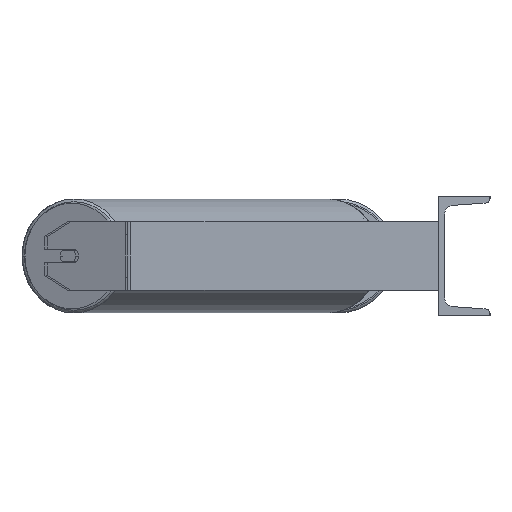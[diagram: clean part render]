
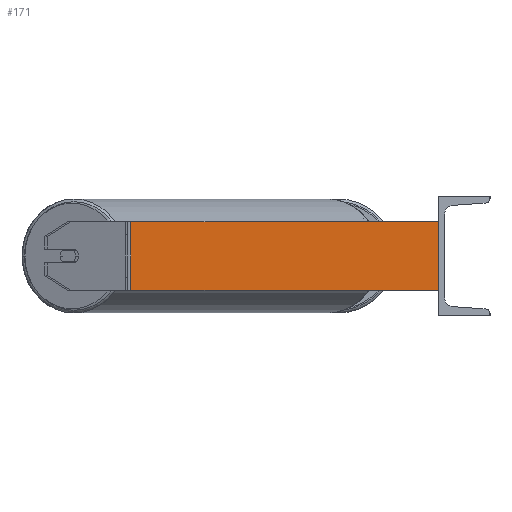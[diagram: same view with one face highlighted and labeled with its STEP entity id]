
A CAD part, left-side view. The second image highlights one B-rep face of the part: STEP entity #171.
In plain terms, the highlighted planar face has unit normal (-1, 0, 0).
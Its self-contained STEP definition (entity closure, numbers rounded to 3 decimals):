
#171 = ADVANCED_FACE ( 'NONE', ( #8359 ), #4873, .F. ) ;
#545 = CARTESIAN_POINT ( 'NONE',  ( -1085., 0., 40. ) ) ;
#738 = VERTEX_POINT ( 'NONE', #2086 ) ;
#802 = CARTESIAN_POINT ( 'NONE',  ( -1085., 362.611, 40. ) ) ;
#1028 = VECTOR ( 'NONE', #2381, 1000. ) ;
#1102 = CARTESIAN_POINT ( 'NONE',  ( -1085., 359.064, -40. ) ) ;
#1164 = EDGE_CURVE ( 'NONE', #2399, #1181, #5156, .T. ) ;
#1181 = VERTEX_POINT ( 'NONE', #8505 ) ;
#1556 = EDGE_CURVE ( 'NONE', #3849, #738, #3059, .T. ) ;
#2086 = CARTESIAN_POINT ( 'NONE',  ( -1085., 0., -40. ) ) ;
#2113 = EDGE_CURVE ( 'NONE', #2399, #3849, #5142, .T. ) ;
#2381 = DIRECTION ( 'NONE',  ( 0., -1., 0. ) ) ;
#2399 = VERTEX_POINT ( 'NONE', #4402 ) ;
#3009 = VECTOR ( 'NONE', #7895, 1000. ) ;
#3059 = LINE ( 'NONE', #8635, #1028 ) ;
#3060 = ORIENTED_EDGE ( 'NONE', *, *, #1556, .T. ) ;
#3179 = CARTESIAN_POINT ( 'NONE',  ( -1085., 359.064, 40. ) ) ;
#3500 = DIRECTION ( 'NONE',  ( 0., 1., 0. ) ) ;
#3508 = VECTOR ( 'NONE', #7547, 1000. ) ;
#3849 = VERTEX_POINT ( 'NONE', #1102 ) ;
#4043 = ORIENTED_EDGE ( 'NONE', *, *, #1164, .F. ) ;
#4172 = DIRECTION ( 'NONE',  ( 1., 0., 0. ) ) ;
#4402 = CARTESIAN_POINT ( 'NONE',  ( -1085., 359.064, 40. ) ) ;
#4873 = PLANE ( 'NONE',  #6392 ) ;
#5111 = CARTESIAN_POINT ( 'NONE',  ( -1085., 362.611, 40. ) ) ;
#5142 = LINE ( 'NONE', #3179, #6257 ) ;
#5156 = LINE ( 'NONE', #5111, #3009 ) ;
#5424 = EDGE_CURVE ( 'NONE', #1181, #738, #6766, .T. ) ;
#5871 = EDGE_LOOP ( 'NONE', ( #3060, #6356, #4043, #6481 ) ) ;
#6257 = VECTOR ( 'NONE', #8014, 1000. ) ;
#6356 = ORIENTED_EDGE ( 'NONE', *, *, #5424, .F. ) ;
#6392 = AXIS2_PLACEMENT_3D ( 'NONE', #802, #4172, #3500 ) ;
#6481 = ORIENTED_EDGE ( 'NONE', *, *, #2113, .T. ) ;
#6766 = LINE ( 'NONE', #545, #3508 ) ;
#7547 = DIRECTION ( 'NONE',  ( 0., 0., -1. ) ) ;
#7895 = DIRECTION ( 'NONE',  ( 0., -1., 0. ) ) ;
#8014 = DIRECTION ( 'NONE',  ( 0., 0., -1. ) ) ;
#8359 = FACE_OUTER_BOUND ( 'NONE', #5871, .T. ) ;
#8505 = CARTESIAN_POINT ( 'NONE',  ( -1085., 0., 40. ) ) ;
#8635 = CARTESIAN_POINT ( 'NONE',  ( -1085., 362.611, -40. ) ) ;
